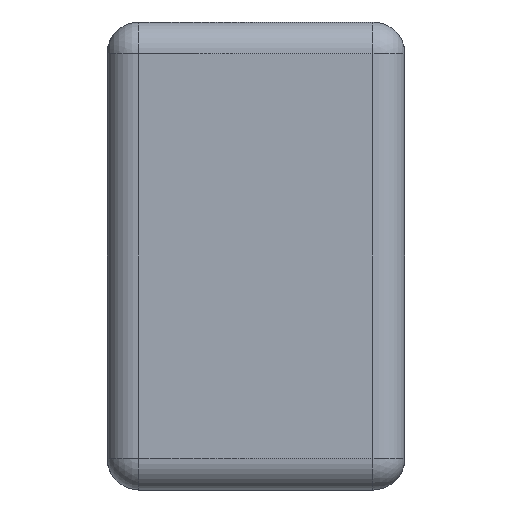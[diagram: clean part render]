
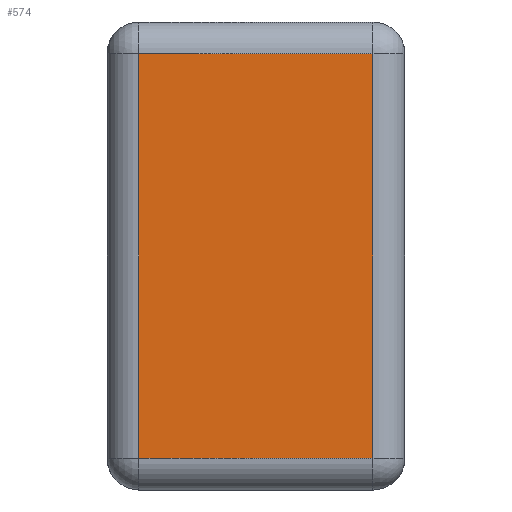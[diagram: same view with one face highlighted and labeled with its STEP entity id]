
A CAD part, left-side view. The second image highlights one B-rep face of the part: STEP entity #574.
In plain terms, the highlighted planar face has unit normal (-1, 0, 0).
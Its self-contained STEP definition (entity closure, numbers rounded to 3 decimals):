
#15 = EDGE_CURVE ( 'NONE', #676, #401, #548, .T. ) ;
#20 = EDGE_CURVE ( 'NONE', #401, #669, #526, .T. ) ;
#22 = EDGE_CURVE ( 'NONE', #669, #681, #515, .T. ) ;
#26 = EDGE_CURVE ( 'NONE', #681, #676, #481, .T. ) ;
#54 = ORIENTED_EDGE ( 'NONE', *, *, #15, .T. ) ;
#55 = ORIENTED_EDGE ( 'NONE', *, *, #20, .T. ) ;
#59 = ORIENTED_EDGE ( 'NONE', *, *, #22, .T. ) ;
#66 = ORIENTED_EDGE ( 'NONE', *, *, #26, .T. ) ;
#184 = CARTESIAN_POINT ( 'NONE',  ( -66., 11., -19. ) ) ;
#192 = CARTESIAN_POINT ( 'NONE',  ( -66., -11., -19. ) ) ;
#194 = CARTESIAN_POINT ( 'NONE',  ( -66., 11., 19. ) ) ;
#224 = DIRECTION ( 'NONE',  ( 0., 0., -1. ) ) ;
#225 = DIRECTION ( 'NONE',  ( 1., 0., 0. ) ) ;
#231 = PLANE ( 'NONE',  #399 ) ;
#239 = CARTESIAN_POINT ( 'NONE',  ( -66., 14., -22. ) ) ;
#342 = FACE_OUTER_BOUND ( 'NONE', #672, .T. ) ;
#399 = AXIS2_PLACEMENT_3D ( 'NONE', #239, #225, #224 ) ;
#401 = VERTEX_POINT ( 'NONE', #418 ) ;
#418 = CARTESIAN_POINT ( 'NONE',  ( -66., -11., 19. ) ) ;
#456 = VECTOR ( 'NONE', #655, 1000. ) ;
#480 = VECTOR ( 'NONE', #658, 1000. ) ;
#481 = LINE ( 'NONE', #656, #456 ) ;
#489 = VECTOR ( 'NONE', #691, 1000. ) ;
#515 = LINE ( 'NONE', #661, #480 ) ;
#525 = VECTOR ( 'NONE', #665, 1000. ) ;
#526 = LINE ( 'NONE', #666, #489 ) ;
#548 = LINE ( 'NONE', #667, #525 ) ;
#574 = ADVANCED_FACE ( 'NONE', ( #342 ), #231, .F. ) ;
#655 = DIRECTION ( 'NONE',  ( 0., -1., 0. ) ) ;
#656 = CARTESIAN_POINT ( 'NONE',  ( -66., 14., -19. ) ) ;
#658 = DIRECTION ( 'NONE',  ( 0., 0., -1. ) ) ;
#661 = CARTESIAN_POINT ( 'NONE',  ( -66., 11., -22. ) ) ;
#665 = DIRECTION ( 'NONE',  ( 0., 0., 1. ) ) ;
#666 = CARTESIAN_POINT ( 'NONE',  ( -66., 14., 19. ) ) ;
#667 = CARTESIAN_POINT ( 'NONE',  ( -66., -11., -22. ) ) ;
#669 = VERTEX_POINT ( 'NONE', #194 ) ;
#672 = EDGE_LOOP ( 'NONE', ( #54, #55, #59, #66 ) ) ;
#676 = VERTEX_POINT ( 'NONE', #192 ) ;
#681 = VERTEX_POINT ( 'NONE', #184 ) ;
#691 = DIRECTION ( 'NONE',  ( 0., 1., 0. ) ) ;
